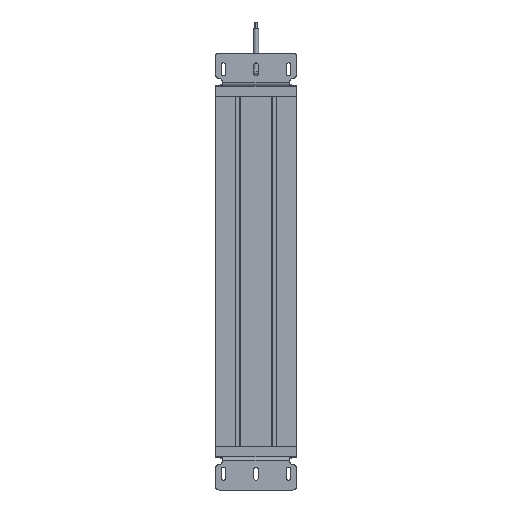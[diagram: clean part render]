
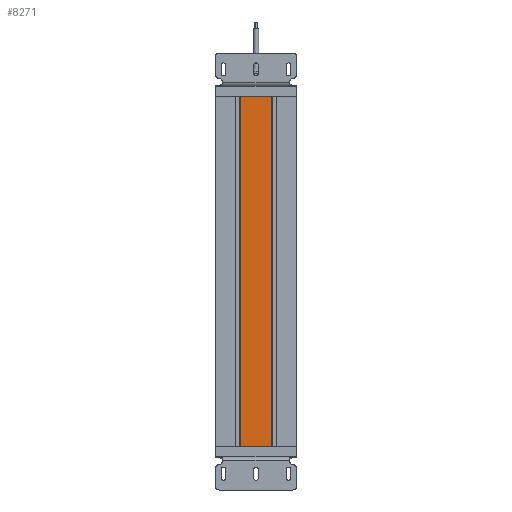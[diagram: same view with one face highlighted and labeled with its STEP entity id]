
A CAD part, front view. The second image highlights one B-rep face of the part: STEP entity #8271.
In plain terms, the highlighted planar face has unit normal (0, -1, 0).
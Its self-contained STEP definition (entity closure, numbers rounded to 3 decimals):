
#1203 = VECTOR ( 'NONE', #34370, 1000. ) ;
#2776 = CARTESIAN_POINT ( 'NONE',  ( -69.451, 11., -13. ) ) ;
#3187 = DIRECTION ( 'NONE',  ( -1., 0., 0. ) ) ;
#3237 = VERTEX_POINT ( 'NONE', #11919 ) ;
#4891 = EDGE_CURVE ( 'NONE', #3237, #24834, #22695, .T. ) ;
#7906 = EDGE_CURVE ( 'NONE', #3237, #15034, #26146, .T. ) ;
#7970 = ORIENTED_EDGE ( 'NONE', *, *, #4891, .T. ) ;
#8271 = ADVANCED_FACE ( 'NONE', ( #28286 ), #15100, .T. ) ;
#8462 = LINE ( 'NONE', #2776, #23877 ) ;
#11919 = CARTESIAN_POINT ( 'NONE',  ( -69.451, 11., -441.5 ) ) ;
#14438 = ORIENTED_EDGE ( 'NONE', *, *, #7906, .F. ) ;
#15034 = VERTEX_POINT ( 'NONE', #31487 ) ;
#15100 = PLANE ( 'NONE',  #19688 ) ;
#17223 = VECTOR ( 'NONE', #30907, 1000. ) ;
#17306 = DIRECTION ( 'NONE',  ( 0., -1., 0. ) ) ;
#17901 = CARTESIAN_POINT ( 'NONE',  ( -69.451, 11., -312.5 ) ) ;
#19688 = AXIS2_PLACEMENT_3D ( 'NONE', #25730, #17306, #3187 ) ;
#19775 = CARTESIAN_POINT ( 'NONE',  ( -69.451, 11., -441.5 ) ) ;
#20021 = DIRECTION ( 'NONE',  ( -1., 0., 0. ) ) ;
#20575 = EDGE_CURVE ( 'NONE', #24834, #34741, #35381, .T. ) ;
#21506 = CARTESIAN_POINT ( 'NONE',  ( -30.549, 11., -312.5 ) ) ;
#22147 = VECTOR ( 'NONE', #32642, 1000. ) ;
#22695 = LINE ( 'NONE', #19775, #17223 ) ;
#23877 = VECTOR ( 'NONE', #20021, 1000. ) ;
#24834 = VERTEX_POINT ( 'NONE', #27823 ) ;
#25277 = CARTESIAN_POINT ( 'NONE',  ( -30.549, 11., -13. ) ) ;
#25730 = CARTESIAN_POINT ( 'NONE',  ( -69.45, 11., -312.5 ) ) ;
#26146 = LINE ( 'NONE', #17901, #1203 ) ;
#27823 = CARTESIAN_POINT ( 'NONE',  ( -30.549, 11., -441.5 ) ) ;
#28286 = FACE_OUTER_BOUND ( 'NONE', #33261, .T. ) ;
#28892 = ORIENTED_EDGE ( 'NONE', *, *, #34358, .T. ) ;
#30907 = DIRECTION ( 'NONE',  ( 1., 0., 0. ) ) ;
#31487 = CARTESIAN_POINT ( 'NONE',  ( -69.451, 11., -13. ) ) ;
#32039 = ORIENTED_EDGE ( 'NONE', *, *, #20575, .T. ) ;
#32642 = DIRECTION ( 'NONE',  ( 0., 0., 1. ) ) ;
#33261 = EDGE_LOOP ( 'NONE', ( #14438, #7970, #32039, #28892 ) ) ;
#34358 = EDGE_CURVE ( 'NONE', #34741, #15034, #8462, .T. ) ;
#34370 = DIRECTION ( 'NONE',  ( 0., 0., 1. ) ) ;
#34741 = VERTEX_POINT ( 'NONE', #25277 ) ;
#35381 = LINE ( 'NONE', #21506, #22147 ) ;
